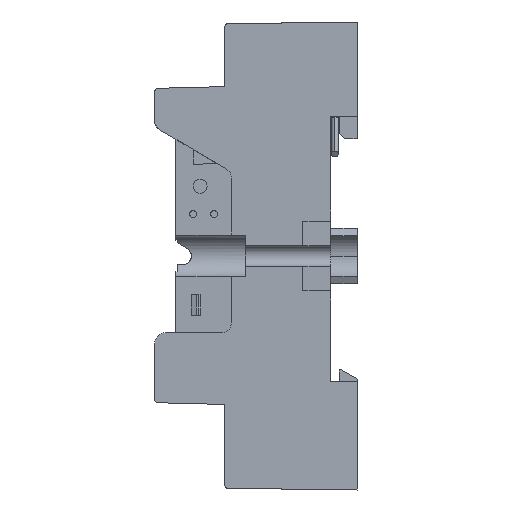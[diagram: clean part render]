
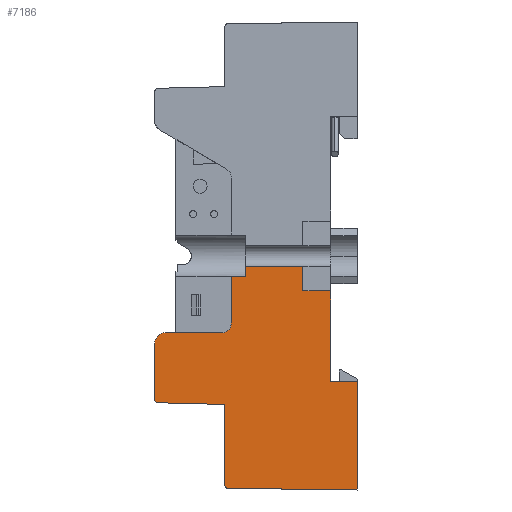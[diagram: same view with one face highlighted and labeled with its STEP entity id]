
A CAD part, left-side view. The second image highlights one B-rep face of the part: STEP entity #7186.
In plain terms, the highlighted planar face has unit normal (-1, 0, 0).
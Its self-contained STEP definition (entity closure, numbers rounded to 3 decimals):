
#174 = ORIENTED_EDGE ( 'NONE', *, *, #33585, .F. ) ;
#298 = ORIENTED_EDGE ( 'NONE', *, *, #17390, .F. ) ;
#493 = DIRECTION ( 'NONE',  ( 0., 1., 0.013 ) ) ;
#761 = LINE ( 'NONE', #8210, #8904 ) ;
#1210 = LINE ( 'NONE', #10904, #16690 ) ;
#1899 = FACE_OUTER_BOUND ( 'NONE', #30307, .T. ) ;
#2125 = LINE ( 'NONE', #10433, #15878 ) ;
#2921 = PLANE ( 'NONE',  #17747 ) ;
#3095 = ORIENTED_EDGE ( 'NONE', *, *, #34113, .F. ) ;
#3124 = CARTESIAN_POINT ( 'NONE',  ( -14.5, 19.5, -11. ) ) ;
#3133 = CARTESIAN_POINT ( 'NONE',  ( -14.5, 3.8, -5. ) ) ;
#3169 = CARTESIAN_POINT ( 'NONE',  ( -14.5, 7.8, -1.5 ) ) ;
#3422 = LINE ( 'NONE', #16498, #9840 ) ;
#3434 = VECTOR ( 'NONE', #34473, 1000. ) ;
#3473 = LINE ( 'NONE', #25526, #31791 ) ;
#3994 = CARTESIAN_POINT ( 'NONE',  ( -14.5, 28.5, -20.512 ) ) ;
#4206 = LINE ( 'NONE', #34016, #25258 ) ;
#4483 = VERTEX_POINT ( 'NONE', #34686 ) ;
#5057 = DIRECTION ( 'NONE',  ( 0., 1., 0.025 ) ) ;
#5559 = DIRECTION ( 'NONE',  ( 0., -1., 0. ) ) ;
#5613 = DIRECTION ( 'NONE',  ( -1., 0., 0. ) ) ;
#6369 = CARTESIAN_POINT ( 'NONE',  ( -14.5, 16., -17.596 ) ) ;
#6384 = EDGE_CURVE ( 'NONE', #10455, #23271, #12698, .T. ) ;
#6568 = EDGE_CURVE ( 'NONE', #16284, #8522, #28574, .T. ) ;
#6734 = ORIENTED_EDGE ( 'NONE', *, *, #23756, .F. ) ;
#6755 = DIRECTION ( 'NONE',  ( 0., 0., -1. ) ) ;
#7186 = ADVANCED_FACE ( 'NONE', ( #1899 ), #2921, .F. ) ;
#7196 = ORIENTED_EDGE ( 'NONE', *, *, #30088, .F. ) ;
#7238 = CARTESIAN_POINT ( 'NONE',  ( -14.5, 29., -12.5 ) ) ;
#8210 = CARTESIAN_POINT ( 'NONE',  ( -14.5, 3.8, 6.25 ) ) ;
#8429 = DIRECTION ( 'NONE',  ( 0., 0., -1. ) ) ;
#8471 = EDGE_CURVE ( 'NONE', #11851, #29365, #30134, .T. ) ;
#8507 = CARTESIAN_POINT ( 'NONE',  ( -14.5, 0., -18. ) ) ;
#8522 = VERTEX_POINT ( 'NONE', #23166 ) ;
#8673 = ORIENTED_EDGE ( 'NONE', *, *, #6384, .F. ) ;
#8904 = VECTOR ( 'NONE', #24652, 1000. ) ;
#9765 = EDGE_CURVE ( 'NONE', #17935, #13572, #3473, .T. ) ;
#9840 = VECTOR ( 'NONE', #5559, 1000. ) ;
#10008 = CIRCLE ( 'NONE', #21355, 0.5 ) ;
#10241 = EDGE_CURVE ( 'NONE', #8522, #11851, #31752, .T. ) ;
#10301 = VERTEX_POINT ( 'NONE', #7238 ) ;
#10433 = CARTESIAN_POINT ( 'NONE',  ( -14.5, 19., -17.596 ) ) ;
#10455 = VERTEX_POINT ( 'NONE', #35300 ) ;
#10904 = CARTESIAN_POINT ( 'NONE',  ( -14.5, 7.8, -17.596 ) ) ;
#10963 = VERTEX_POINT ( 'NONE', #32002 ) ;
#11002 = VECTOR ( 'NONE', #5057, 1000. ) ;
#11322 = CARTESIAN_POINT ( 'NONE',  ( -14.5, 27.5, -12.5 ) ) ;
#11622 = ORIENTED_EDGE ( 'NONE', *, *, #16897, .F. ) ;
#11851 = VERTEX_POINT ( 'NONE', #18697 ) ;
#12046 = CARTESIAN_POINT ( 'NONE',  ( -14.5, 29., -20.512 ) ) ;
#12698 = CIRCLE ( 'NONE', #27846, 0.5 ) ;
#12922 = DIRECTION ( 'NONE',  ( 1., 0., 0. ) ) ;
#12983 = LINE ( 'NONE', #24756, #34034 ) ;
#13177 = DIRECTION ( 'NONE',  ( 0., 0., 1. ) ) ;
#13572 = VERTEX_POINT ( 'NONE', #27729 ) ;
#14092 = DIRECTION ( 'NONE',  ( 0., 0., -1. ) ) ;
#14299 = AXIS2_PLACEMENT_3D ( 'NONE', #22077, #5613, #24798 ) ;
#14805 = VECTOR ( 'NONE', #493, 1000. ) ;
#14845 = ORIENTED_EDGE ( 'NONE', *, *, #9765, .T. ) ;
#15559 = VECTOR ( 'NONE', #28455, 1000. ) ;
#15608 = LINE ( 'NONE', #6369, #22074 ) ;
#15738 = CARTESIAN_POINT ( 'NONE',  ( -14.5, 27.5, -11. ) ) ;
#15878 = VECTOR ( 'NONE', #13177, 1000. ) ;
#15967 = DIRECTION ( 'NONE',  ( 0., -1., 0. ) ) ;
#16284 = VERTEX_POINT ( 'NONE', #3124 ) ;
#16297 = EDGE_CURVE ( 'NONE', #4483, #10455, #27690, .T. ) ;
#16498 = CARTESIAN_POINT ( 'NONE',  ( -14.5, 14.5, -11. ) ) ;
#16690 = VECTOR ( 'NONE', #30117, 1000. ) ;
#16897 = EDGE_CURVE ( 'NONE', #10301, #20844, #25082, .T. ) ;
#17003 = CARTESIAN_POINT ( 'NONE',  ( -14.5, 28.512, -21.012 ) ) ;
#17054 = EDGE_CURVE ( 'NONE', #27160, #27285, #10008, .T. ) ;
#17390 = EDGE_CURVE ( 'NONE', #27285, #10301, #12983, .T. ) ;
#17747 = AXIS2_PLACEMENT_3D ( 'NONE', #22150, #24871, #8429 ) ;
#17844 = DIRECTION ( 'NONE',  ( 0., 1., 0. ) ) ;
#17935 = VERTEX_POINT ( 'NONE', #3133 ) ;
#17942 = VERTEX_POINT ( 'NONE', #22232 ) ;
#18021 = CARTESIAN_POINT ( 'NONE',  ( -14.5, 18., -17.596 ) ) ;
#18315 = LINE ( 'NONE', #21534, #11002 ) ;
#18379 = VECTOR ( 'NONE', #15967, 1000. ) ;
#18697 = CARTESIAN_POINT ( 'NONE',  ( -14.5, 18., -3. ) ) ;
#18847 = EDGE_CURVE ( 'NONE', #20844, #16284, #3422, .T. ) ;
#19258 = LINE ( 'NONE', #26856, #18379 ) ;
#19496 = VERTEX_POINT ( 'NONE', #8507 ) ;
#20520 = VERTEX_POINT ( 'NONE', #3169 ) ;
#20785 = ORIENTED_EDGE ( 'NONE', *, *, #17054, .F. ) ;
#20844 = VERTEX_POINT ( 'NONE', #15738 ) ;
#21355 = AXIS2_PLACEMENT_3D ( 'NONE', #3994, #23204, #6755 ) ;
#21534 = CARTESIAN_POINT ( 'NONE',  ( -14.5, 28.512, -21.012 ) ) ;
#21687 = ORIENTED_EDGE ( 'NONE', *, *, #31737, .F. ) ;
#22074 = VECTOR ( 'NONE', #28308, 1000. ) ;
#22077 = CARTESIAN_POINT ( 'NONE',  ( -14.5, 19.5, -9.5 ) ) ;
#22150 = CARTESIAN_POINT ( 'NONE',  ( -14.5, 0., -1.5 ) ) ;
#22232 = CARTESIAN_POINT ( 'NONE',  ( -14.5, 3.8, -18. ) ) ;
#22413 = CARTESIAN_POINT ( 'NONE',  ( -14.5, 16., -3. ) ) ;
#23166 = CARTESIAN_POINT ( 'NONE',  ( -14.5, 18., -9.5 ) ) ;
#23204 = DIRECTION ( 'NONE',  ( 1., 0., 0. ) ) ;
#23271 = VERTEX_POINT ( 'NONE', #30087 ) ;
#23756 = EDGE_CURVE ( 'NONE', #17942, #19496, #19258, .T. ) ;
#24451 = CARTESIAN_POINT ( 'NONE',  ( -14.5, 14.5, -1.5 ) ) ;
#24652 = DIRECTION ( 'NONE',  ( 0., 0., 1. ) ) ;
#24756 = CARTESIAN_POINT ( 'NONE',  ( -14.5, 29., -17.596 ) ) ;
#24798 = DIRECTION ( 'NONE',  ( 0., 0., 1. ) ) ;
#24871 = DIRECTION ( 'NONE',  ( 1., 0., 0. ) ) ;
#25043 = EDGE_CURVE ( 'NONE', #10963, #27160, #18315, .T. ) ;
#25082 = CIRCLE ( 'NONE', #29389, 1.5 ) ;
#25258 = VECTOR ( 'NONE', #31228, 1000. ) ;
#25355 = VERTEX_POINT ( 'NONE', #26280 ) ;
#25526 = CARTESIAN_POINT ( 'NONE',  ( -14.5, 5.8, -5. ) ) ;
#25567 = CARTESIAN_POINT ( 'NONE',  ( -14.5, 14.5, -3. ) ) ;
#26042 = VECTOR ( 'NONE', #27191, 1000. ) ;
#26280 = CARTESIAN_POINT ( 'NONE',  ( -14.5, 16., -1.5 ) ) ;
#26856 = CARTESIAN_POINT ( 'NONE',  ( -14.5, 14.5, -18. ) ) ;
#27160 = VERTEX_POINT ( 'NONE', #17003 ) ;
#27191 = DIRECTION ( 'NONE',  ( 0., -1., 0. ) ) ;
#27285 = VERTEX_POINT ( 'NONE', #12046 ) ;
#27290 = EDGE_CURVE ( 'NONE', #19496, #4483, #4206, .T. ) ;
#27583 = EDGE_CURVE ( 'NONE', #17942, #17935, #761, .T. ) ;
#27625 = DIRECTION ( 'NONE',  ( 0., 0., 1. ) ) ;
#27690 = LINE ( 'NONE', #33323, #14805 ) ;
#27729 = CARTESIAN_POINT ( 'NONE',  ( -14.5, 7.8, -5. ) ) ;
#27783 = ORIENTED_EDGE ( 'NONE', *, *, #6568, .F. ) ;
#27846 = AXIS2_PLACEMENT_3D ( 'NONE', #29366, #12922, #32102 ) ;
#28040 = ORIENTED_EDGE ( 'NONE', *, *, #16297, .F. ) ;
#28308 = DIRECTION ( 'NONE',  ( 0., 0., 1. ) ) ;
#28455 = DIRECTION ( 'NONE',  ( 0., -1., 0. ) ) ;
#28574 = CIRCLE ( 'NONE', #14299, 1.5 ) ;
#29365 = VERTEX_POINT ( 'NONE', #22413 ) ;
#29366 = CARTESIAN_POINT ( 'NONE',  ( -14.5, 18.5, -32.757 ) ) ;
#29389 = AXIS2_PLACEMENT_3D ( 'NONE', #11322, #30529, #14092 ) ;
#30087 = CARTESIAN_POINT ( 'NONE',  ( -14.5, 19., -32.757 ) ) ;
#30088 = EDGE_CURVE ( 'NONE', #29365, #25355, #15608, .T. ) ;
#30117 = DIRECTION ( 'NONE',  ( 0., 0., -1. ) ) ;
#30134 = LINE ( 'NONE', #25567, #15559 ) ;
#30307 = EDGE_LOOP ( 'NONE', ( #14845, #174, #3095, #7196, #33925, #32437, #27783, #33483, #11622, #298, #20785, #32425, #21687, #8673, #28040, #31816, #6734, #33470 ) ) ;
#30529 = DIRECTION ( 'NONE',  ( 1., 0., 0. ) ) ;
#31228 = DIRECTION ( 'NONE',  ( 0., 0., -1. ) ) ;
#31737 = EDGE_CURVE ( 'NONE', #23271, #10963, #2125, .T. ) ;
#31752 = LINE ( 'NONE', #18021, #3434 ) ;
#31791 = VECTOR ( 'NONE', #17844, 1000. ) ;
#31816 = ORIENTED_EDGE ( 'NONE', *, *, #27290, .F. ) ;
#32002 = CARTESIAN_POINT ( 'NONE',  ( -14.5, 19., -21.25 ) ) ;
#32102 = DIRECTION ( 'NONE',  ( 0., -1., 0. ) ) ;
#32425 = ORIENTED_EDGE ( 'NONE', *, *, #25043, .F. ) ;
#32437 = ORIENTED_EDGE ( 'NONE', *, *, #10241, .F. ) ;
#33323 = CARTESIAN_POINT ( 'NONE',  ( -14.5, 18.507, -33.256 ) ) ;
#33470 = ORIENTED_EDGE ( 'NONE', *, *, #27583, .T. ) ;
#33483 = ORIENTED_EDGE ( 'NONE', *, *, #18847, .F. ) ;
#33585 = EDGE_CURVE ( 'NONE', #20520, #13572, #1210, .T. ) ;
#33925 = ORIENTED_EDGE ( 'NONE', *, *, #8471, .F. ) ;
#34016 = CARTESIAN_POINT ( 'NONE',  ( -14.5, 0., -17.596 ) ) ;
#34034 = VECTOR ( 'NONE', #27625, 1000. ) ;
#34113 = EDGE_CURVE ( 'NONE', #25355, #20520, #34222, .T. ) ;
#34222 = LINE ( 'NONE', #24451, #26042 ) ;
#34473 = DIRECTION ( 'NONE',  ( 0., 0., 1. ) ) ;
#34686 = CARTESIAN_POINT ( 'NONE',  ( -14.5, 0., -33.5 ) ) ;
#35300 = CARTESIAN_POINT ( 'NONE',  ( -14.5, 18.507, -33.256 ) ) ;
